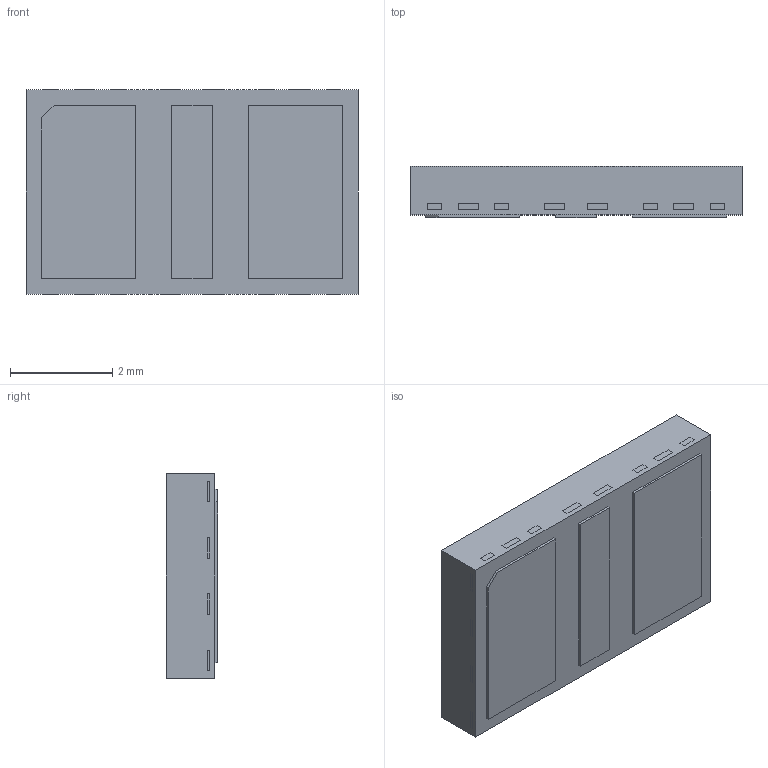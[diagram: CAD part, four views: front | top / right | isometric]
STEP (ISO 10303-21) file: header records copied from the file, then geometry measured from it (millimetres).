
FILE_DESCRIPTION (( 'STEP AP214' ), '1' );
FILE_NAME ('TBU-CA065-300-WH.STEP', '2023-04-04T13:54:11', ( '' ), ( '' ), 'SwSTEP 2.0', 'SolidWorks 2021', '' );
FILE_SCHEMA (( 'AUTOMOTIVE_DESIGN' ));
Length unit declared in the file: millimetre
Products named in the file (1): TBU-CA065-300-WH
Bounding box: 6.5 x 1 x 4 mm (x, y, z)
Volume: 25.5 mm3; surface area: 110.4 mm2
Topology: 29 solids, 29 shells, 296 faces, 639 edges, 426 vertices
Faces by surface type: plane 292, cylinder 4
Entity records: 8157 total; most frequent: CARTESIAN_POINT 1362, ORIENTED_EDGE 1278, DIRECTION 1241, EDGE_CURVE 639, VECTOR 631, LINE 631, VERTEX_POINT 426, EDGE_LOOP 321
